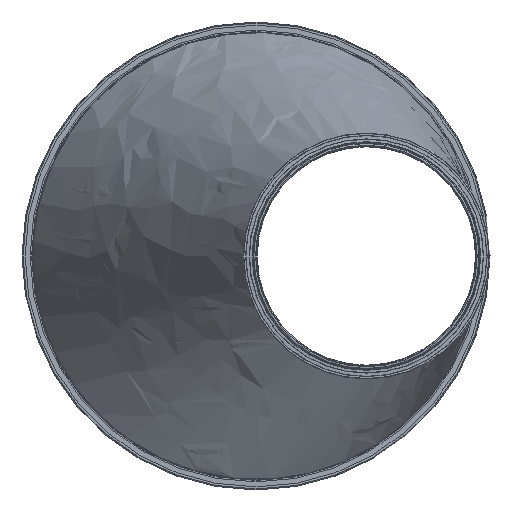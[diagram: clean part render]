
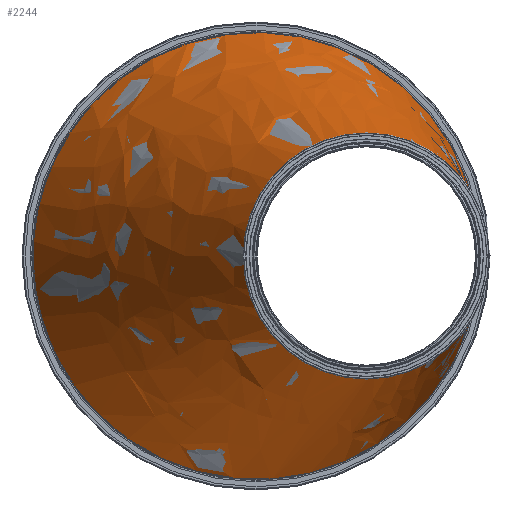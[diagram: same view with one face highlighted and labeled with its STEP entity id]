
A CAD part, left-side view. The second image highlights one B-rep face of the part: STEP entity #2244.
In plain terms, the highlighted free-form (B-spline) face has degree [1, 2] with [2, 9] control points.
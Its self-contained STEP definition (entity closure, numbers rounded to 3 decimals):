
#11=(
BOUNDED_SURFACE()
B_SPLINE_SURFACE(1,2,((#4012,#4013,#4014,#4015,#4016,#4017,#4018,#4019,
#4020),(#4021,#4022,#4023,#4024,#4025,#4026,#4027,#4028,#4029)),
 .UNSPECIFIED.,.F.,.T.,.F.)
B_SPLINE_SURFACE_WITH_KNOTS((2,2),(3,2,2,2,3),(-0.272,1.976),
(-3.142,-1.571,0.,1.571,3.142),
 .UNSPECIFIED.)
GEOMETRIC_REPRESENTATION_ITEM()
RATIONAL_B_SPLINE_SURFACE(((1.,0.707,1.,0.707,1.,
0.707,1.,0.707,1.),(1.,0.707,1.,0.707,
1.,0.707,1.,0.707,1.)))
REPRESENTATION_ITEM('')
SURFACE()
);
#22=B_SPLINE_CURVE_WITH_KNOTS('',1,(#4030,#4031),.UNSPECIFIED.,.F.,.F.,
(2,2),(-1.85,-0.019),.UNSPECIFIED.);
#278=FACE_OUTER_BOUND('',#464,.T.);
#464=EDGE_LOOP('',(#1662,#1663,#1664,#1665,#1666,#1667,#1668));
#627=CIRCLE('',#2471,79.5);
#628=CIRCLE('',#2472,79.5);
#629=CIRCLE('',#2473,79.5);
#636=CIRCLE('',#2486,156.925);
#637=CIRCLE('',#2487,156.925);
#1005=VERTEX_POINT('',#3681);
#1006=VERTEX_POINT('',#3682);
#1007=VERTEX_POINT('',#3684);
#1015=VERTEX_POINT('',#3811);
#1016=VERTEX_POINT('',#3812);
#1223=EDGE_CURVE('',#1005,#1006,#627,.T.);
#1224=EDGE_CURVE('',#1006,#1007,#628,.T.);
#1225=EDGE_CURVE('',#1007,#1005,#629,.T.);
#1235=EDGE_CURVE('',#1015,#1016,#636,.T.);
#1236=EDGE_CURVE('',#1016,#1015,#637,.T.);
#1245=EDGE_CURVE('',#1006,#1016,#22,.T.);
#1662=ORIENTED_EDGE('',*,*,#1225,.T.);
#1663=ORIENTED_EDGE('',*,*,#1223,.T.);
#1664=ORIENTED_EDGE('',*,*,#1245,.T.);
#1665=ORIENTED_EDGE('',*,*,#1236,.T.);
#1666=ORIENTED_EDGE('',*,*,#1235,.T.);
#1667=ORIENTED_EDGE('',*,*,#1245,.F.);
#1668=ORIENTED_EDGE('',*,*,#1224,.T.);
#2244=ADVANCED_FACE('',(#278),#11,.F.);
#2471=AXIS2_PLACEMENT_3D('',#3683,#2998,#2999);
#2472=AXIS2_PLACEMENT_3D('',#3685,#3000,#3001);
#2473=AXIS2_PLACEMENT_3D('',#3686,#3002,#3003);
#2486=AXIS2_PLACEMENT_3D('',#3813,#3029,#3030);
#2487=AXIS2_PLACEMENT_3D('',#3814,#3031,#3032);
#2998=DIRECTION('center_axis',(0.,0.,-1.));
#2999=DIRECTION('ref_axis',(1.,0.,0.));
#3000=DIRECTION('center_axis',(0.,0.,-1.));
#3001=DIRECTION('ref_axis',(1.,0.,0.));
#3002=DIRECTION('center_axis',(0.,0.,-1.));
#3003=DIRECTION('ref_axis',(1.,0.,0.));
#3029=DIRECTION('center_axis',(0.,0.,1.));
#3030=DIRECTION('ref_axis',(1.,0.,0.));
#3031=DIRECTION('center_axis',(0.,0.,1.));
#3032=DIRECTION('ref_axis',(1.,0.,0.));
#3681=CARTESIAN_POINT('',(-79.5,0.,0.));
#3682=CARTESIAN_POINT('',(-5.716,79.294,0.));
#3683=CARTESIAN_POINT('Origin',(0.,0.,0.));
#3684=CARTESIAN_POINT('',(79.5,0.,0.));
#3685=CARTESIAN_POINT('Origin',(0.,0.,0.));
#3686=CARTESIAN_POINT('Origin',(0.,0.,0.));
#3811=CARTESIAN_POINT('',(-79.5,0.,-268.));
#3812=CARTESIAN_POINT('',(66.143,156.519,-268.));
#3813=CARTESIAN_POINT('Origin',(77.425,0.,-268.));
#3814=CARTESIAN_POINT('Origin',(77.425,0.,-268.));
#4012=CARTESIAN_POINT('Ctrl Pts',(77.578,168.808,-310.647));
#4013=CARTESIAN_POINT('Ctrl Pts',(-79.5,168.808,-352.765));
#4014=CARTESIAN_POINT('Ctrl Pts',(-79.5,0.,
-352.765));
#4015=CARTESIAN_POINT('Ctrl Pts',(-79.5,-168.808,-352.765));
#4016=CARTESIAN_POINT('Ctrl Pts',(77.578,-168.808,-310.647));
#4017=CARTESIAN_POINT('Ctrl Pts',(234.656,-168.808,-268.53));
#4018=CARTESIAN_POINT('Ctrl Pts',(234.656,0.,
-268.53));
#4019=CARTESIAN_POINT('Ctrl Pts',(234.656,168.808,-268.53));
#4020=CARTESIAN_POINT('Ctrl Pts',(77.578,168.808,-310.647));
#4021=CARTESIAN_POINT('Ctrl Pts',(-10.664,73.976,18.457));
#4022=CARTESIAN_POINT('Ctrl Pts',(-79.5,73.976,0.));
#4023=CARTESIAN_POINT('Ctrl Pts',(-79.5,0.,0.));
#4024=CARTESIAN_POINT('Ctrl Pts',(-79.5,-73.976,0.));
#4025=CARTESIAN_POINT('Ctrl Pts',(-10.664,-73.976,18.457));
#4026=CARTESIAN_POINT('Ctrl Pts',(58.171,-73.976,36.914));
#4027=CARTESIAN_POINT('Ctrl Pts',(58.171,0.,
36.914));
#4028=CARTESIAN_POINT('Ctrl Pts',(58.171,73.976,36.914));
#4029=CARTESIAN_POINT('Ctrl Pts',(-10.664,73.976,18.457));
#4030=CARTESIAN_POINT('Ctrl Pts',(-5.716,79.294,0.));
#4031=CARTESIAN_POINT('Ctrl Pts',(66.143,156.519,-268.));
